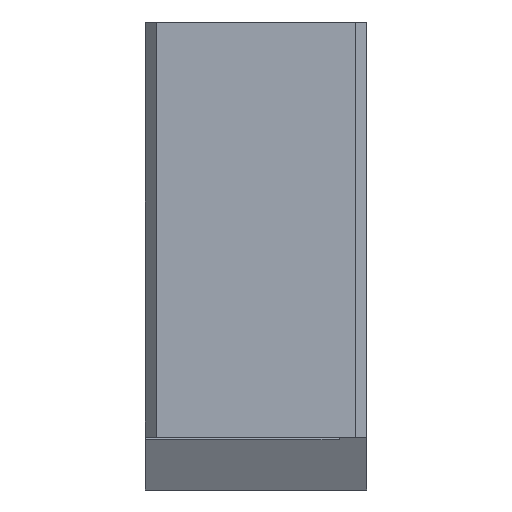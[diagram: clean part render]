
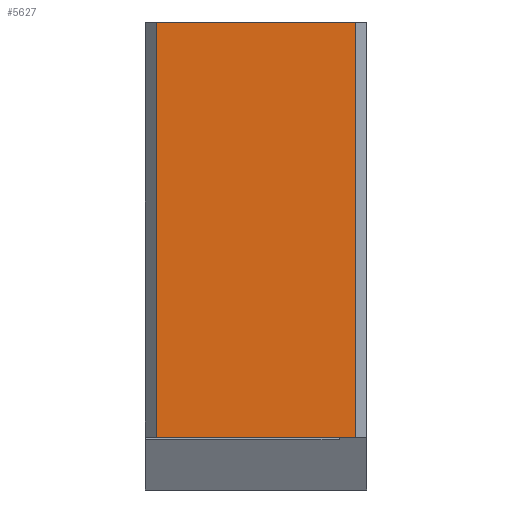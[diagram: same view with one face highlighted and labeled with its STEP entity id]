
A CAD part, front view. The second image highlights one B-rep face of the part: STEP entity #5627.
In plain terms, the highlighted planar face has unit normal (0, -1, 0).
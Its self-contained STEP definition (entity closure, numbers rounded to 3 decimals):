
#88 = PLANE('',#89);
#89 = AXIS2_PLACEMENT_3D('',#90,#91,#92);
#90 = CARTESIAN_POINT('',(-18.,20.,0.));
#91 = DIRECTION('',(0.,0.,1.));
#92 = DIRECTION('',(1.,0.,0.));
#116 = PLANE('',#117);
#117 = AXIS2_PLACEMENT_3D('',#118,#119,#120);
#118 = CARTESIAN_POINT('',(-17.,-22.,0.));
#119 = DIRECTION('',(-0.707,-0.707,0.));
#120 = DIRECTION('',(-0.,-0.,-1.));
#249 = PLANE('',#250);
#250 = AXIS2_PLACEMENT_3D('',#251,#252,#253);
#251 = CARTESIAN_POINT('',(6.,10.,75.));
#252 = DIRECTION('',(0.,0.,-1.));
#253 = DIRECTION('',(-1.,0.,0.));
#2789 = VERTEX_POINT('',#2790);
#2790 = CARTESIAN_POINT('',(20.,-23.,75.));
#2804 = PLANE('',#2805);
#2805 = AXIS2_PLACEMENT_3D('',#2806,#2807,#2808);
#2806 = CARTESIAN_POINT('',(21.,-22.,0.));
#2807 = DIRECTION('',(0.707,-0.707,0.));
#2808 = DIRECTION('',(-0.,-0.,-1.));
#2816 = EDGE_CURVE('',#2817,#2789,#2819,.T.);
#2817 = VERTEX_POINT('',#2818);
#2818 = CARTESIAN_POINT('',(-16.,-23.,75.));
#2819 = SURFACE_CURVE('',#2820,(#2824,#2831),.PCURVE_S1.);
#2820 = LINE('',#2821,#2822);
#2821 = CARTESIAN_POINT('',(-18.,-23.,75.));
#2822 = VECTOR('',#2823,1.);
#2823 = DIRECTION('',(1.,0.,0.));
#2824 = PCURVE('',#249,#2825);
#2825 = DEFINITIONAL_REPRESENTATION('',(#2826),#2830);
#2826 = LINE('',#2827,#2828);
#2827 = CARTESIAN_POINT('',(24.,-33.));
#2828 = VECTOR('',#2829,1.);
#2829 = DIRECTION('',(-1.,0.));
#2830 = ( GEOMETRIC_REPRESENTATION_CONTEXT(2) 
PARAMETRIC_REPRESENTATION_CONTEXT() REPRESENTATION_CONTEXT('2D SPACE',''
  ) );
#2831 = PCURVE('',#2832,#2837);
#2832 = PLANE('',#2833);
#2833 = AXIS2_PLACEMENT_3D('',#2834,#2835,#2836);
#2834 = CARTESIAN_POINT('',(-18.,-23.,5.));
#2835 = DIRECTION('',(0.,-1.,0.));
#2836 = DIRECTION('',(0.,0.,-1.));
#2837 = DEFINITIONAL_REPRESENTATION('',(#2838),#2842);
#2838 = LINE('',#2839,#2840);
#2839 = CARTESIAN_POINT('',(-70.,0.));
#2840 = VECTOR('',#2841,1.);
#2841 = DIRECTION('',(0.,1.));
#2842 = ( GEOMETRIC_REPRESENTATION_CONTEXT(2) 
PARAMETRIC_REPRESENTATION_CONTEXT() REPRESENTATION_CONTEXT('2D SPACE',''
  ) );
#3024 = VERTEX_POINT('',#3025);
#3025 = CARTESIAN_POINT('',(-16.,-23.,0.));
#3075 = EDGE_CURVE('',#3024,#2817,#3076,.T.);
#3076 = SURFACE_CURVE('',#3077,(#3081,#3088),.PCURVE_S1.);
#3077 = LINE('',#3078,#3079);
#3078 = CARTESIAN_POINT('',(-16.,-23.,0.));
#3079 = VECTOR('',#3080,1.);
#3080 = DIRECTION('',(0.,0.,1.));
#3081 = PCURVE('',#116,#3082);
#3082 = DEFINITIONAL_REPRESENTATION('',(#3083),#3087);
#3083 = LINE('',#3084,#3085);
#3084 = CARTESIAN_POINT('',(-0.,1.414));
#3085 = VECTOR('',#3086,1.);
#3086 = DIRECTION('',(-1.,0.));
#3087 = ( GEOMETRIC_REPRESENTATION_CONTEXT(2) 
PARAMETRIC_REPRESENTATION_CONTEXT() REPRESENTATION_CONTEXT('2D SPACE',''
  ) );
#3088 = PCURVE('',#2832,#3089);
#3089 = DEFINITIONAL_REPRESENTATION('',(#3090),#3094);
#3090 = LINE('',#3091,#3092);
#3091 = CARTESIAN_POINT('',(5.,2.));
#3092 = VECTOR('',#3093,1.);
#3093 = DIRECTION('',(-1.,0.));
#3094 = ( GEOMETRIC_REPRESENTATION_CONTEXT(2) 
PARAMETRIC_REPRESENTATION_CONTEXT() REPRESENTATION_CONTEXT('2D SPACE',''
  ) );
#4558 = EDGE_CURVE('',#4559,#3024,#4561,.T.);
#4559 = VERTEX_POINT('',#4560);
#4560 = CARTESIAN_POINT('',(20.,-23.,0.));
#4561 = SURFACE_CURVE('',#4562,(#4566,#4573),.PCURVE_S1.);
#4562 = LINE('',#4563,#4564);
#4563 = CARTESIAN_POINT('',(22.,-23.,0.));
#4564 = VECTOR('',#4565,1.);
#4565 = DIRECTION('',(-1.,0.,0.));
#4566 = PCURVE('',#88,#4567);
#4567 = DEFINITIONAL_REPRESENTATION('',(#4568),#4572);
#4568 = LINE('',#4569,#4570);
#4569 = CARTESIAN_POINT('',(40.,-43.));
#4570 = VECTOR('',#4571,1.);
#4571 = DIRECTION('',(-1.,0.));
#4572 = ( GEOMETRIC_REPRESENTATION_CONTEXT(2) 
PARAMETRIC_REPRESENTATION_CONTEXT() REPRESENTATION_CONTEXT('2D SPACE',''
  ) );
#4573 = PCURVE('',#2832,#4574);
#4574 = DEFINITIONAL_REPRESENTATION('',(#4575),#4579);
#4575 = LINE('',#4576,#4577);
#4576 = CARTESIAN_POINT('',(5.,40.));
#4577 = VECTOR('',#4578,1.);
#4578 = DIRECTION('',(0.,-1.));
#4579 = ( GEOMETRIC_REPRESENTATION_CONTEXT(2) 
PARAMETRIC_REPRESENTATION_CONTEXT() REPRESENTATION_CONTEXT('2D SPACE',''
  ) );
#5605 = EDGE_CURVE('',#4559,#2789,#5606,.T.);
#5606 = SURFACE_CURVE('',#5607,(#5611,#5618),.PCURVE_S1.);
#5607 = LINE('',#5608,#5609);
#5608 = CARTESIAN_POINT('',(20.,-23.,0.));
#5609 = VECTOR('',#5610,1.);
#5610 = DIRECTION('',(0.,0.,1.));
#5611 = PCURVE('',#2804,#5612);
#5612 = DEFINITIONAL_REPRESENTATION('',(#5613),#5617);
#5613 = LINE('',#5614,#5615);
#5614 = CARTESIAN_POINT('',(-0.,-1.414));
#5615 = VECTOR('',#5616,1.);
#5616 = DIRECTION('',(-1.,0.));
#5617 = ( GEOMETRIC_REPRESENTATION_CONTEXT(2) 
PARAMETRIC_REPRESENTATION_CONTEXT() REPRESENTATION_CONTEXT('2D SPACE',''
  ) );
#5618 = PCURVE('',#2832,#5619);
#5619 = DEFINITIONAL_REPRESENTATION('',(#5620),#5624);
#5620 = LINE('',#5621,#5622);
#5621 = CARTESIAN_POINT('',(5.,38.));
#5622 = VECTOR('',#5623,1.);
#5623 = DIRECTION('',(-1.,0.));
#5624 = ( GEOMETRIC_REPRESENTATION_CONTEXT(2) 
PARAMETRIC_REPRESENTATION_CONTEXT() REPRESENTATION_CONTEXT('2D SPACE',''
  ) );
#5627 = ADVANCED_FACE('',(#5628),#2832,.T.);
#5628 = FACE_BOUND('',#5629,.T.);
#5629 = EDGE_LOOP('',(#5630,#5631,#5632,#5633));
#5630 = ORIENTED_EDGE('',*,*,#4558,.F.);
#5631 = ORIENTED_EDGE('',*,*,#5605,.T.);
#5632 = ORIENTED_EDGE('',*,*,#2816,.F.);
#5633 = ORIENTED_EDGE('',*,*,#3075,.F.);
